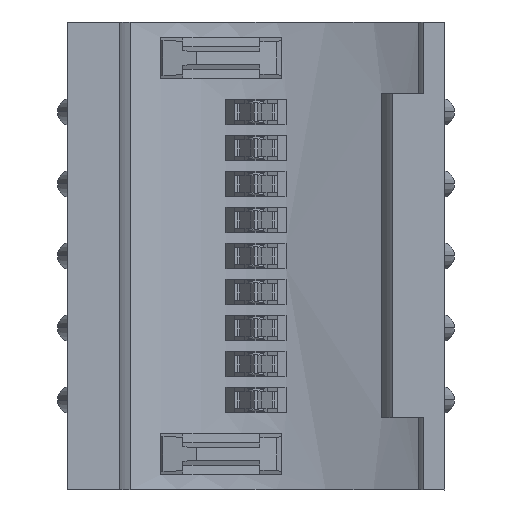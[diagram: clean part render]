
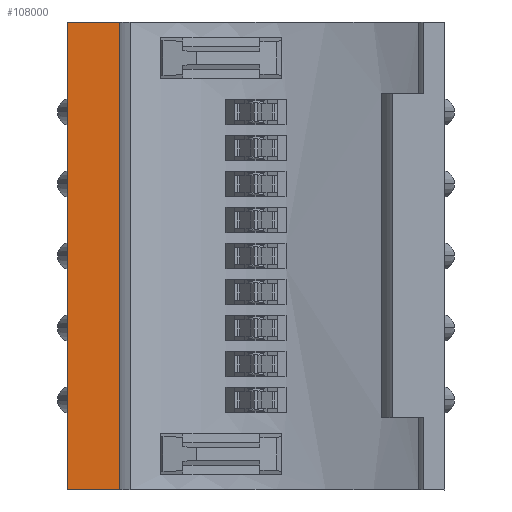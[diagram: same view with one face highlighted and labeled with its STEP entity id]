
A CAD part, front view. The second image highlights one B-rep face of the part: STEP entity #108000.
In plain terms, the highlighted face is planar.
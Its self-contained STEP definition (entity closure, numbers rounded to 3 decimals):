
#55710=CARTESIAN_POINT('',(-42.688,-60.601,
0.));
#55720=VERTEX_POINT('',#55710);
#55750=CARTESIAN_POINT('',(-42.688,-60.601,
65.2));
#55760=DIRECTION('',(0.,0.,-1.));
#55770=VECTOR('',#55760,1.);
#55780=LINE('',#55750,#55770);
#55790=CARTESIAN_POINT('',(-42.688,-60.601,
105.95));
#55800=VERTEX_POINT('',#55790);
#55810=EDGE_CURVE('',#55800,#55720,#55780,.T.);
#107490=CARTESIAN_POINT('',(-30.829,-60.601,
105.95));
#107500=VERTEX_POINT('',#107490);
#107530=CARTESIAN_POINT('',(-30.829,-60.601,
65.2));
#107540=DIRECTION('',(0.,0.,-1.));
#107550=VECTOR('',#107540,1.);
#107560=LINE('',#107530,#107550);
#107570=CARTESIAN_POINT('',(-30.829,-60.601,
0.));
#107580=VERTEX_POINT('',#107570);
#107590=EDGE_CURVE('',#107500,#107580,#107560,.T.);
#107790=CARTESIAN_POINT('',(-42.688,-60.601,
65.2));
#107800=DIRECTION('',(0.,-1.,0.));
#107810=DIRECTION('',(-1.,0.,0.));
#107820=AXIS2_PLACEMENT_3D('',#107790,#107800,#107810);
#107830=PLANE('',#107820);
#107840=ORIENTED_EDGE('',*,*,#107590,.T.);
#107850=CARTESIAN_POINT('',(-36.002,-60.601,
105.95));
#107860=DIRECTION('',(-1.,0.,0.));
#107870=VECTOR('',#107860,1.);
#107880=LINE('',#107850,#107870);
#107890=EDGE_CURVE('',#107500,#55800,#107880,.T.);
#107900=ORIENTED_EDGE('',*,*,#107890,.F.);
#107910=ORIENTED_EDGE('',*,*,#55810,.F.);
#107920=CARTESIAN_POINT('',(-36.002,-60.601,
0.));
#107930=DIRECTION('',(1.,0.,0.));
#107940=VECTOR('',#107930,1.);
#107950=LINE('',#107920,#107940);
#107960=EDGE_CURVE('',#55720,#107580,#107950,.T.);
#107970=ORIENTED_EDGE('',*,*,#107960,.F.);
#107980=EDGE_LOOP('',(#107970,#107910,#107900,#107840));
#107990=FACE_OUTER_BOUND('',#107980,.T.);
#108000=ADVANCED_FACE('',(#107990),#107830,.F.);
